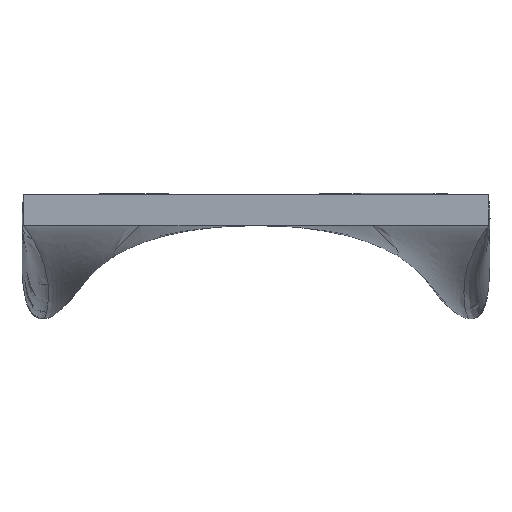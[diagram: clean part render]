
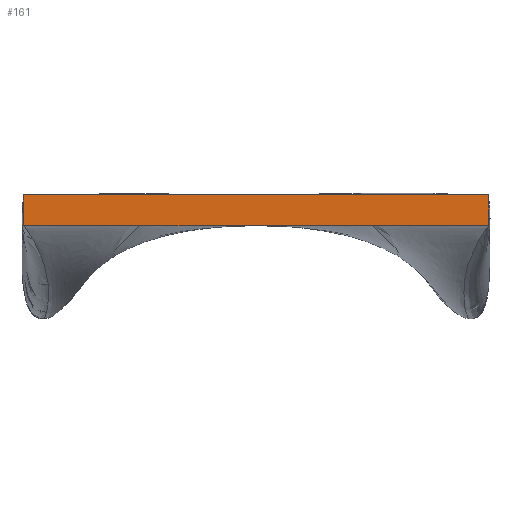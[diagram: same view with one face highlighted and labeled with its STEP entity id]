
A CAD part, front view. The second image highlights one B-rep face of the part: STEP entity #161.
In plain terms, the highlighted planar face has unit normal (0, -1, 0).
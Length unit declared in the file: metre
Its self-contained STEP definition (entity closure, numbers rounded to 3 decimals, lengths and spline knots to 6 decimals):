
#38=FACE_OUTER_BOUND('',#48,.T.);
#48=EDGE_LOOP('',(#114,#115,#116,#117,#118,#119,#120,#121,#122));
#58=LINE('',#203,#67);
#59=LINE('',#205,#68);
#60=LINE('',#207,#69);
#61=LINE('',#209,#70);
#62=LINE('',#211,#71);
#63=LINE('',#213,#72);
#64=LINE('',#215,#73);
#65=LINE('',#217,#74);
#66=LINE('',#218,#75);
#67=VECTOR('',#190,0.01);
#68=VECTOR('',#191,0.01);
#69=VECTOR('',#192,0.01);
#70=VECTOR('',#193,0.01);
#71=VECTOR('',#194,0.01);
#72=VECTOR('',#195,0.01);
#73=VECTOR('',#196,0.01);
#74=VECTOR('',#197,0.01);
#75=VECTOR('',#198,0.01);
#76=VERTEX_POINT('',#201);
#77=VERTEX_POINT('',#202);
#78=VERTEX_POINT('',#204);
#79=VERTEX_POINT('',#206);
#80=VERTEX_POINT('',#208);
#81=VERTEX_POINT('',#210);
#82=VERTEX_POINT('',#212);
#83=VERTEX_POINT('',#214);
#84=VERTEX_POINT('',#216);
#91=EDGE_CURVE('',#76,#77,#58,.T.);
#92=EDGE_CURVE('',#77,#78,#59,.T.);
#93=EDGE_CURVE('',#78,#79,#60,.T.);
#94=EDGE_CURVE('',#79,#80,#61,.T.);
#95=EDGE_CURVE('',#80,#81,#62,.T.);
#96=EDGE_CURVE('',#81,#82,#63,.T.);
#97=EDGE_CURVE('',#82,#83,#64,.T.);
#98=EDGE_CURVE('',#83,#84,#65,.T.);
#99=EDGE_CURVE('',#84,#76,#66,.T.);
#114=ORIENTED_EDGE('',*,*,#91,.T.);
#115=ORIENTED_EDGE('',*,*,#92,.T.);
#116=ORIENTED_EDGE('',*,*,#93,.T.);
#117=ORIENTED_EDGE('',*,*,#94,.T.);
#118=ORIENTED_EDGE('',*,*,#95,.T.);
#119=ORIENTED_EDGE('',*,*,#96,.T.);
#120=ORIENTED_EDGE('',*,*,#97,.T.);
#121=ORIENTED_EDGE('',*,*,#98,.T.);
#122=ORIENTED_EDGE('',*,*,#99,.T.);
#160=PLANE('',#185);
#161=ADVANCED_FACE('',(#38),#160,.F.);
#185=AXIS2_PLACEMENT_3D('',#200,#188,#189);
#188=DIRECTION('center_axis',(0.,1.,0.));
#189=DIRECTION('ref_axis',(0.,0.,1.));
#190=DIRECTION('',(0.,0.,1.));
#191=DIRECTION('',(-1.,0.,0.));
#192=DIRECTION('',(-1.,0.,0.));
#193=DIRECTION('',(0.,0.,-1.));
#194=DIRECTION('',(0.,0.,-1.));
#195=DIRECTION('',(1.,0.,0.));
#196=DIRECTION('',(1.,0.,0.));
#197=DIRECTION('',(1.,0.,0.));
#198=DIRECTION('',(1.,0.,0.));
#200=CARTESIAN_POINT('Origin',(0.,-3.5,0.49));
#201=CARTESIAN_POINT('',(0.9,-3.5,0.43));
#202=CARTESIAN_POINT('',(0.9,-3.5,0.55));
#203=CARTESIAN_POINT('',(0.9,-3.5,0.55));
#204=CARTESIAN_POINT('',(0.,-3.5,0.55));
#205=CARTESIAN_POINT('',(-0.9,-3.5,0.55));
#206=CARTESIAN_POINT('',(-0.9,-3.5,0.55));
#207=CARTESIAN_POINT('',(-0.9,-3.5,0.55));
#208=CARTESIAN_POINT('',(-0.9,-3.5,0.50378));
#209=CARTESIAN_POINT('',(-0.9,-3.5,0.43));
#210=CARTESIAN_POINT('',(-0.9,-3.5,0.43));
#211=CARTESIAN_POINT('',(-0.9,-3.5,0.43));
#212=CARTESIAN_POINT('',(-0.45,-3.5,0.43));
#213=CARTESIAN_POINT('',(0.9,-3.5,0.43));
#214=CARTESIAN_POINT('',(0.,-3.5,0.43));
#215=CARTESIAN_POINT('',(0.9,-3.5,0.43));
#216=CARTESIAN_POINT('',(0.45,-3.5,0.43));
#217=CARTESIAN_POINT('',(0.9,-3.5,0.43));
#218=CARTESIAN_POINT('',(0.9,-3.5,0.43));
